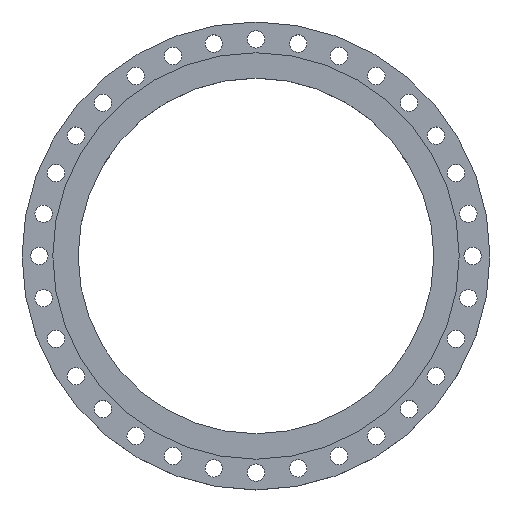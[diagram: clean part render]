
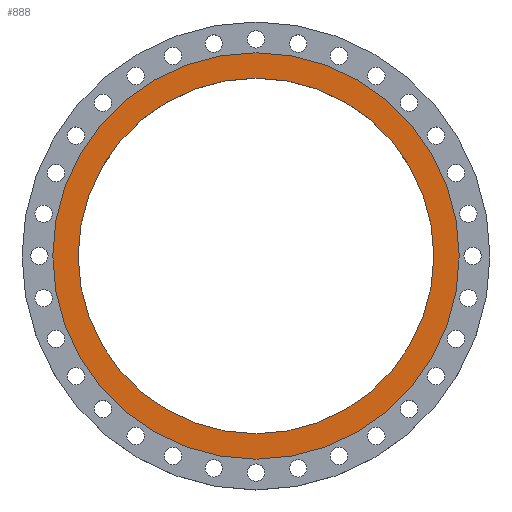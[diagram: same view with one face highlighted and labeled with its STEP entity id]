
A CAD part, top view. The second image highlights one B-rep face of the part: STEP entity #888.
In plain terms, the highlighted planar face has unit normal (0, 0, 1).
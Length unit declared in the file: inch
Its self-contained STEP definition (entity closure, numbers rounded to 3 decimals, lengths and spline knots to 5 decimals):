
#5 = EDGE_CURVE ( 'NONE', #63, #1882, #1820, .T. ) ;
#36 = AXIS2_PLACEMENT_3D ( 'NONE', #2540, #1803, #543 ) ;
#63 = VERTEX_POINT ( 'NONE', #424 ) ;
#187 = DIRECTION ( 'NONE',  ( 0., 0., 1. ) ) ;
#191 = ORIENTED_EDGE ( 'NONE', *, *, #1912, .T. ) ;
#200 = FACE_BOUND ( 'NONE', #1078, .T. ) ;
#402 = CARTESIAN_POINT ( 'NONE',  ( 0., 0., 0. ) ) ;
#424 = CARTESIAN_POINT ( 'NONE',  ( -16.625, 0., 0. ) ) ;
#543 = DIRECTION ( 'NONE',  ( 1., 0., 0. ) ) ;
#664 = DIRECTION ( 'NONE',  ( 1., 0., 0. ) ) ;
#810 = PLANE ( 'NONE',  #1433 ) ;
#888 = ADVANCED_FACE ( 'NONE', ( #200, #1083 ), #810, .F. ) ;
#1033 = CARTESIAN_POINT ( 'NONE',  ( 0., 0., 0. ) ) ;
#1078 = EDGE_LOOP ( 'NONE', ( #1647, #2165 ) ) ;
#1083 = FACE_OUTER_BOUND ( 'NONE', #2722, .T. ) ;
#1195 = CIRCLE ( 'NONE', #36, 19. ) ;
#1226 = CARTESIAN_POINT ( 'NONE',  ( -19., 0., 0. ) ) ;
#1270 = DIRECTION ( 'NONE',  ( 1., 0., 0. ) ) ;
#1289 = DIRECTION ( 'NONE',  ( 0., 0., -1. ) ) ;
#1433 = AXIS2_PLACEMENT_3D ( 'NONE', #2631, #1289, #1700 ) ;
#1488 = DIRECTION ( 'NONE',  ( 0., 0., 1. ) ) ;
#1524 = DIRECTION ( 'NONE',  ( 1., 0., 0. ) ) ;
#1540 = CARTESIAN_POINT ( 'NONE',  ( 0., 0., 0. ) ) ;
#1647 = ORIENTED_EDGE ( 'NONE', *, *, #1708, .F. ) ;
#1700 = DIRECTION ( 'NONE',  ( -1., 0., 0. ) ) ;
#1708 = EDGE_CURVE ( 'NONE', #1882, #63, #1712, .T. ) ;
#1712 = CIRCLE ( 'NONE', #1795, 16.625 ) ;
#1725 = VERTEX_POINT ( 'NONE', #1226 ) ;
#1795 = AXIS2_PLACEMENT_3D ( 'NONE', #1033, #1488, #1270 ) ;
#1803 = DIRECTION ( 'NONE',  ( 0., 0., 1. ) ) ;
#1820 = CIRCLE ( 'NONE', #2576, 16.625 ) ;
#1834 = CARTESIAN_POINT ( 'NONE',  ( 19., 0., 0. ) ) ;
#1882 = VERTEX_POINT ( 'NONE', #2076 ) ;
#1907 = VERTEX_POINT ( 'NONE', #1834 ) ;
#1912 = EDGE_CURVE ( 'NONE', #1725, #1907, #1195, .T. ) ;
#2076 = CARTESIAN_POINT ( 'NONE',  ( 16.625, 0., 0. ) ) ;
#2165 = ORIENTED_EDGE ( 'NONE', *, *, #5, .F. ) ;
#2375 = CIRCLE ( 'NONE', #2514, 19. ) ;
#2514 = AXIS2_PLACEMENT_3D ( 'NONE', #402, #2819, #664 ) ;
#2540 = CARTESIAN_POINT ( 'NONE',  ( 0., 0., 0. ) ) ;
#2576 = AXIS2_PLACEMENT_3D ( 'NONE', #1540, #187, #1524 ) ;
#2631 = CARTESIAN_POINT ( 'NONE',  ( 0., 16.625, 0. ) ) ;
#2659 = ORIENTED_EDGE ( 'NONE', *, *, #2855, .T. ) ;
#2722 = EDGE_LOOP ( 'NONE', ( #2659, #191 ) ) ;
#2819 = DIRECTION ( 'NONE',  ( 0., 0., 1. ) ) ;
#2855 = EDGE_CURVE ( 'NONE', #1907, #1725, #2375, .T. ) ;
